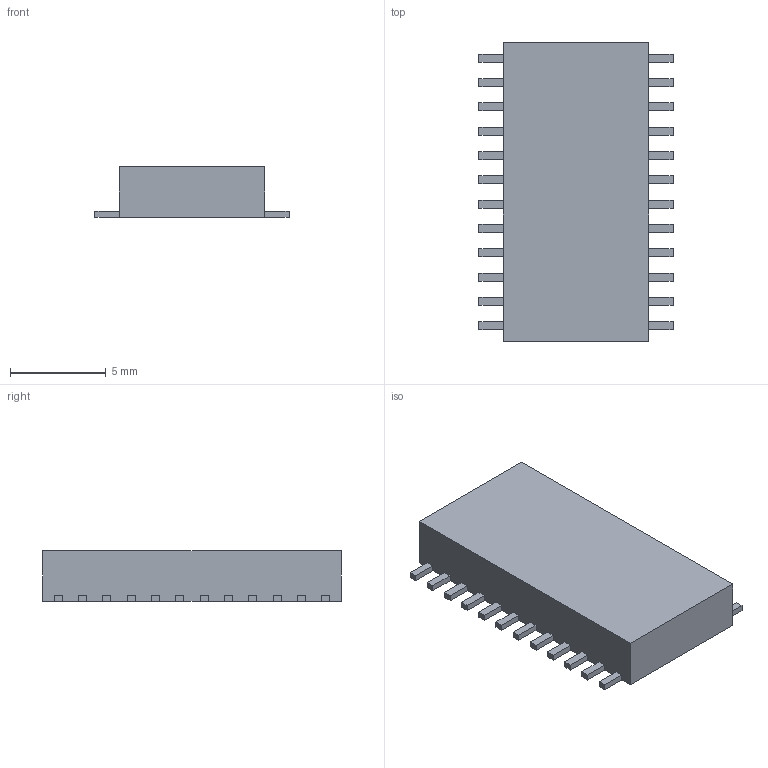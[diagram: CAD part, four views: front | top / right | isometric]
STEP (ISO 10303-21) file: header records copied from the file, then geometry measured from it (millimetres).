
FILE_DESCRIPTION( ( '' ), ' ' );
FILE_NAME( '59ee7d9e0d0e480f4a2e4b08.step', '2017-10-23T23:39:10', ( '' ), ( '' ), ' ', ' ', ' ' );
FILE_SCHEMA( ( 'AUTOMOTIVE_DESIGN { 1 0 10303 214 1 1 1 1 }' ) );
Length unit declared in the file: metre
Products named in the file (25): Body; Pins
Bounding box: 10.14 x 15.6 x 2.65 mm (x, y, z)
Volume: 318.3 mm3; surface area: 411.6 mm2
Topology: 25 solids, 25 shells, 150 faces, 300 edges, 200 vertices
Faces by surface type: plane 150
Entity records: 5260 total; most frequent: CARTESIAN_POINT 675, DIRECTION 650, ORIENTED_EDGE 600, EDGE_CURVE 300, LINE 300, VECTOR 300, VERTEX_POINT 200, AXIS2_PLACEMENT_3D 175
